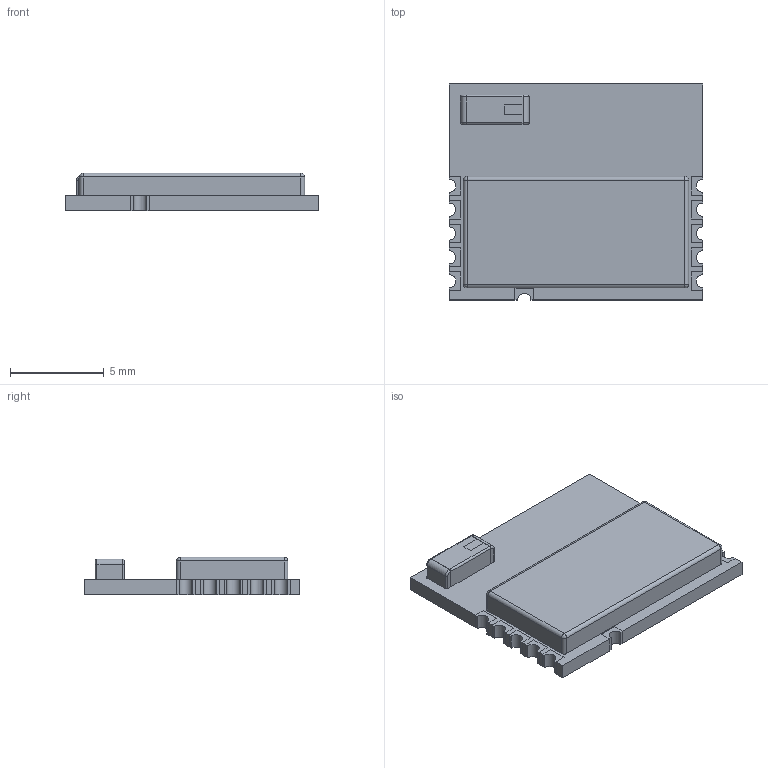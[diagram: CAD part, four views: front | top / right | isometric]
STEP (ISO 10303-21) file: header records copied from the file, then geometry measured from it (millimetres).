
FILE_DESCRIPTION(('FreeCAD Model'),'2;1');
FILE_NAME('User Library-SPBTLE.step', '2017-06-26T00:26:31',('kicad StepUp'),('ksu MCAD'), 'Open CASCADE STEP processor 6.8','FreeCAD','Unknown');
FILE_SCHEMA(('AUTOMOTIVE_DESIGN_CC2 { 1 2 10303 214 -1 1 5 4 }'));
Length unit declared in the file: millimetre
Products named in the file (2): ASSEMBLY; User_Library-SPBTLE
Assembly tree (1 placements, depth 2):
  ASSEMBLY
    User_Library-SPBTLE
Bounding box: 13.5 x 11.5 x 2 mm (x, y, z)
Volume: 213.9 mm3; surface area: 399.9 mm2
Topology: 1 solids, 1 shells, 117 faces, 317 edges, 200 vertices
Faces by surface type: plane 78, cylinder 31, sphere 4, torus 4
Entity records: 4455 total; most frequent: CARTESIAN_POINT 632, ORIENTED_EDGE 626, DIRECTION 613, EDGE_CURVE 313, LINE 251, VECTOR 251, VERTEX_POINT 200, AXIS2_PLACEMENT_3D 181
